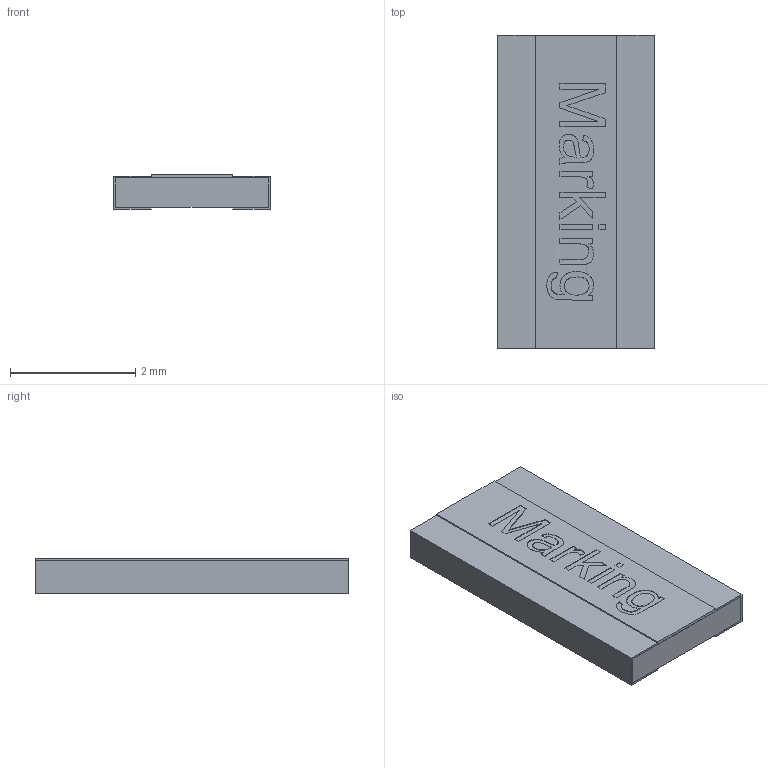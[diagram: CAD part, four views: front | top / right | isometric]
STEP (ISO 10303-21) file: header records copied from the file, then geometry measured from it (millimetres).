
FILE_DESCRIPTION(('STEP AP214'),'1');
FILE_NAME('R_Wurth_WRIS-KWKH-1020.step','2025-01-15T03:08:43',(' '),('ANSOFT Corporation'),'Spatial InterOp 3D',' ',' ');
FILE_SCHEMA(('AUTOMOTIVE_DESIGN { 1 0 10303 214 1 1 1 1 }'));
Length unit declared in the file: millimetre
Products named in the file (1): Cover
Bounding box: 2.5 x 5 x 0.55 mm (x, y, z)
Volume: 6.6 mm3; surface area: 79.4 mm2
Topology: 4 solids, 4 shells, 103 faces, 253 edges, 168 vertices
Faces by surface type: plane 88, extrusion 11, cylinder 3, bspline 1
Entity records: 4547 total; most frequent: CARTESIAN_POINT 977, ORIENTED_EDGE 504, DIRECTION 431, EDGE_CURVE 252, VECTOR 229, LINE 218, VERTEX_POINT 168, STYLED_ITEM 167
